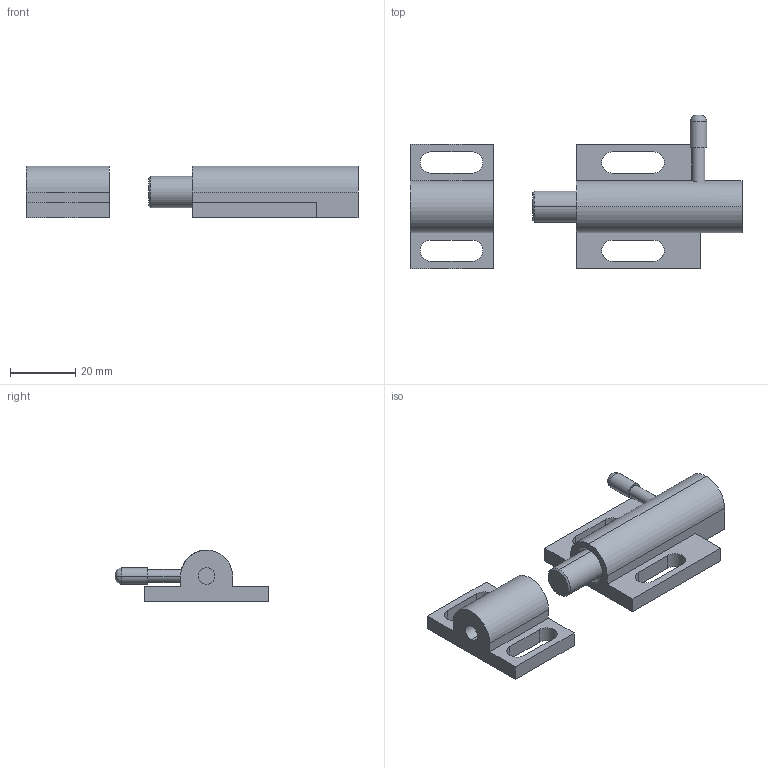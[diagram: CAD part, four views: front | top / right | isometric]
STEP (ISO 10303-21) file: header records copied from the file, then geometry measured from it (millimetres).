
FILE_DESCRIPTION (( 'STEP AP203' ), '1' );
FILE_NAME ('47065T57_Silver Aluminum Slide Bolt Latch for T-Slotted Framing.STEP', '2021-09-09T14:41:23', ( 'Administrator' ), ( 'Managed by Terraform' ), 'SwSTEP 2.0', 'SolidWorks 2017', '' );
FILE_SCHEMA (( 'CONFIG_CONTROL_DESIGN' ));
Length unit declared in the file: inch
Products named in the file (1): 47065T57_Silver Aluminum Slide Bolt Latch for T-Slotted Framing
Bounding box: 101.6 x 47.05 x 15.88 mm (x, y, z)
Volume: 19409.6 mm3; surface area: 11911.8 mm2
Topology: 3 solids, 3 shells, 82 faces, 204 edges, 130 vertices
Faces by surface type: plane 35, cylinder 32, cone 11, torus 4
Entity records: 2579 total; most frequent: CARTESIAN_POINT 463, DIRECTION 445, ORIENTED_EDGE 408, EDGE_CURVE 204, AXIS2_PLACEMENT_3D 162, VERTEX_POINT 130, LINE 121, VECTOR 121
